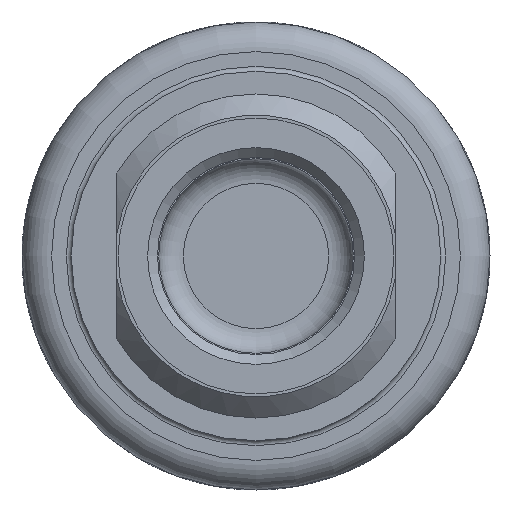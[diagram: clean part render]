
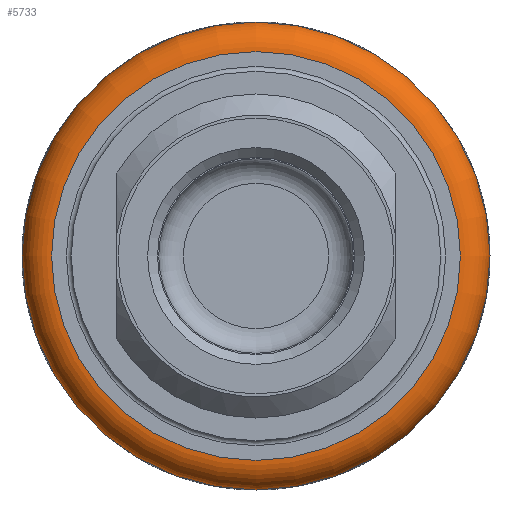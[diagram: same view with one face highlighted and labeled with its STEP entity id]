
A CAD part, front view. The second image highlights one B-rep face of the part: STEP entity #5733.
In plain terms, the highlighted toroidal (fillet/blend) face has major radius 8.3 mm and minor radius 1.2 mm.
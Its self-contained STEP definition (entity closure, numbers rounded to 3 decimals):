
#21=TOROIDAL_SURFACE('',#6047,8.3,1.2);
#1179=ORIENTED_EDGE('',*,*,#2393,.T.);
#1180=ORIENTED_EDGE('',*,*,#2287,.F.);
#2287=EDGE_CURVE('',#2897,#2897,#3235,.T.);
#2393=EDGE_CURVE('',#3001,#3001,#3267,.T.);
#2897=VERTEX_POINT('',#7800);
#3001=VERTEX_POINT('',#8210);
#3235=CIRCLE('',#6006,9.5);
#3267=CIRCLE('',#6046,8.3);
#3373=EDGE_LOOP('',(#1179));
#3374=EDGE_LOOP('',(#1180));
#3661=FACE_BOUND('',#3373,.T.);
#3662=FACE_BOUND('',#3374,.T.);
#5733=ADVANCED_FACE('',(#3661,#3662),#21,.T.);
#6006=AXIS2_PLACEMENT_3D('',#7799,#6442,#6443);
#6046=AXIS2_PLACEMENT_3D('',#8209,#6548,#6549);
#6047=AXIS2_PLACEMENT_3D('',#8211,#6550,#6551);
#6442=DIRECTION('',(0.,1.,0.));
#6443=DIRECTION('',(0.,0.,1.));
#6548=DIRECTION('',(0.,1.,0.));
#6549=DIRECTION('',(0.,0.,1.));
#6550=DIRECTION('',(0.,1.,0.));
#6551=DIRECTION('',(0.,0.,1.));
#7799=CARTESIAN_POINT('',(0.,9.2,0.));
#7800=CARTESIAN_POINT('',(0.,9.2,9.5));
#8209=CARTESIAN_POINT('',(0.,8.,0.));
#8210=CARTESIAN_POINT('',(0.,8.,8.3));
#8211=CARTESIAN_POINT('',(0.,9.2,0.));
